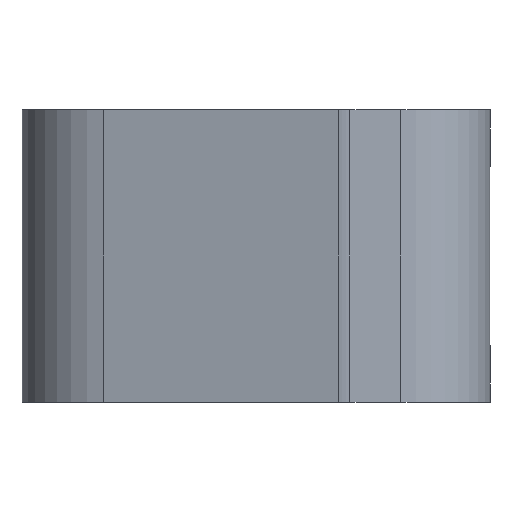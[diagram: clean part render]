
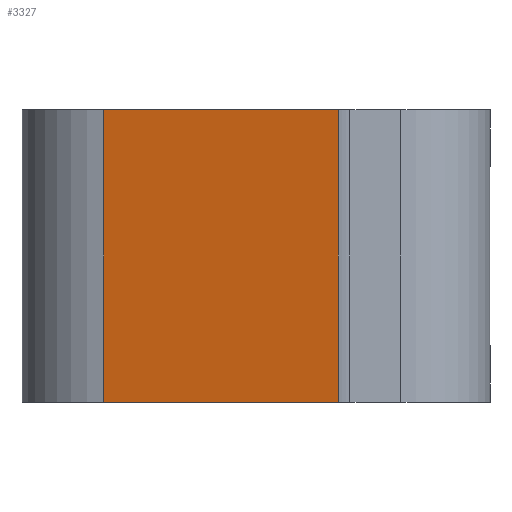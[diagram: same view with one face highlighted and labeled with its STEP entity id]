
A CAD part, left-side view. The second image highlights one B-rep face of the part: STEP entity #3327.
In plain terms, the highlighted planar face has unit normal (-0.974, 0.225, 0).
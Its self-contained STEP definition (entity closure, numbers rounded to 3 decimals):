
#49=DIRECTION('',(-0.225,-0.974,0.));
#50=VECTOR('',#49,2.056);
#51=CARTESIAN_POINT('',(-1.277,1.502,1.25));
#52=LINE('',#51,#50);
#1231=DIRECTION('',(-0.225,-0.974,0.));
#1232=VECTOR('',#1231,2.056);
#1233=CARTESIAN_POINT('',(-1.277,1.502,-1.25));
#1234=LINE('',#1233,#1232);
#1587=DIRECTION('',(0.,0.,-1.));
#1588=VECTOR('',#1587,2.5);
#1589=CARTESIAN_POINT('',(-1.277,1.502,1.25));
#1590=LINE('',#1589,#1588);
#1594=DIRECTION('',(0.,0.,-1.));
#1595=VECTOR('',#1594,2.5);
#1596=CARTESIAN_POINT('',(-1.739,-0.501,1.25));
#1597=LINE('',#1596,#1595);
#1814=CARTESIAN_POINT('',(-1.277,1.502,1.25));
#1815=VERTEX_POINT('',#1814);
#1816=CARTESIAN_POINT('',(-1.739,-0.501,1.25));
#1817=VERTEX_POINT('',#1816);
#1842=CARTESIAN_POINT('',(-1.277,1.502,-1.25));
#1843=VERTEX_POINT('',#1842);
#1844=CARTESIAN_POINT('',(-1.739,-0.501,-1.25));
#1845=VERTEX_POINT('',#1844);
#3315=CARTESIAN_POINT('',(-1.277,1.502,1.25));
#3316=DIRECTION('',(-0.974,0.225,0.));
#3317=DIRECTION('',(-0.225,-0.974,0.));
#3318=AXIS2_PLACEMENT_3D('',#3315,#3316,#3317);
#3319=PLANE('',#3318);
#3320=ORIENTED_EDGE('',*,*,#2151,.T.);
#3322=ORIENTED_EDGE('',*,*,#3321,.T.);
#3323=ORIENTED_EDGE('',*,*,#2866,.F.);
#3324=ORIENTED_EDGE('',*,*,#3296,.F.);
#3325=EDGE_LOOP('',(#3320,#3322,#3323,#3324));
#3326=FACE_OUTER_BOUND('',#3325,.F.);
#2151=EDGE_CURVE('',#1815,#1817,#52,.T.);
#2866=EDGE_CURVE('',#1843,#1845,#1234,.T.);
#3296=EDGE_CURVE('',#1815,#1843,#1590,.T.);
#3321=EDGE_CURVE('',#1817,#1845,#1597,.T.);
#3327=ADVANCED_FACE('',(#3326),#3319,.T.);
